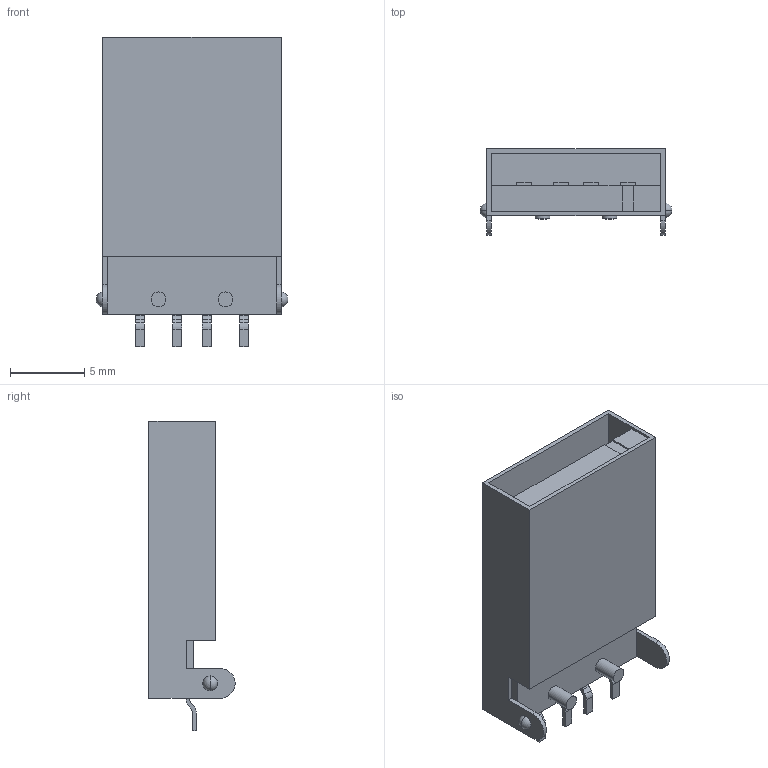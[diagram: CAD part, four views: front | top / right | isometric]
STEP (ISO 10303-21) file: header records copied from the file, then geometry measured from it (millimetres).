
FILE_DESCRIPTION((''),'2;1');
FILE_NAME('C-1-1734028-1','2011-12-13T',('workeradm'),('Tyco Electronics Ltd.'),'PRO/ENGINEER BY PARAMETRIC TECHNOLOGY CORPORATION, 2010430','PRO/ENGINEER BY PARAMETRIC TECHNOLOGY CORPORATION, 2010430','');
FILE_SCHEMA(('AUTOMOTIVE_DESIGN { 1 0 10303 214 1 1 1 1 }'));
Length unit declared in the file: millimetre
Products named in the file (1): C-1-1734028-1
Bounding box: 12.9 x 5.8 x 20.85 mm (x, y, z)
Volume: 727.9 mm3; surface area: 999 mm2
Topology: 1 solids, 1 shells, 115 faces, 316 edges, 208 vertices
Faces by surface type: plane 89, cylinder 22, sphere 4
Entity records: 3859 total; most frequent: CARTESIAN_POINT 637, ORIENTED_EDGE 624, DIRECTION 594, EDGE_CURVE 312, VECTOR 260, LINE 260, VERTEX_POINT 208, AXIS2_PLACEMENT_3D 167
